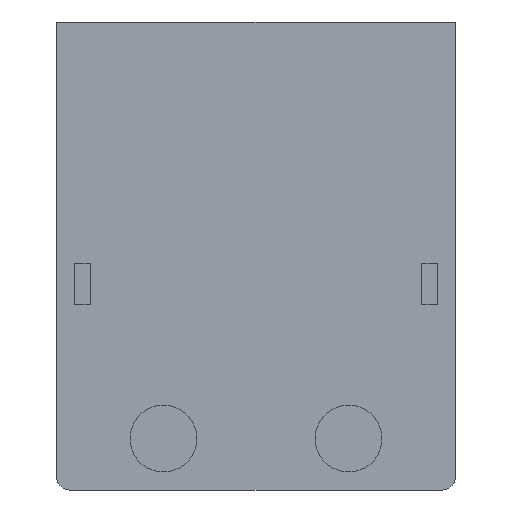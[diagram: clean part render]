
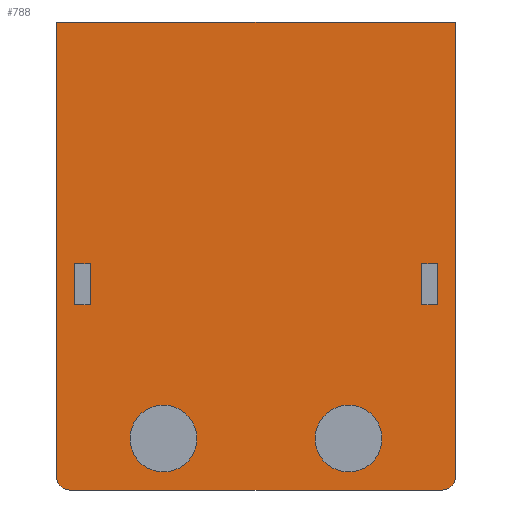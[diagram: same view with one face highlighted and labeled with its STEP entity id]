
A CAD part, front view. The second image highlights one B-rep face of the part: STEP entity #788.
In plain terms, the highlighted planar face has unit normal (0, -1, 0).
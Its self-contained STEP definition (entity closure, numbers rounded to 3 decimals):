
#35=FACE_BOUND('',#167,.T.);
#36=FACE_BOUND('',#168,.T.);
#37=FACE_BOUND('',#169,.T.);
#38=FACE_BOUND('',#170,.T.);
#54=CIRCLE('',#833,0.5);
#60=CIRCLE('',#846,0.5);
#62=CIRCLE('',#860,1.3);
#64=CIRCLE('',#864,1.3);
#113=FACE_OUTER_BOUND('',#166,.T.);
#166=EDGE_LOOP('',(#688,#689,#690,#691,#692,#693));
#167=EDGE_LOOP('',(#694,#695,#696,#697));
#168=EDGE_LOOP('',(#698,#699,#700,#701));
#169=EDGE_LOOP('',(#702));
#170=EDGE_LOOP('',(#703));
#199=LINE('',#1203,#276);
#204=LINE('',#1216,#281);
#214=LINE('',#1244,#291);
#215=LINE('',#1248,#292);
#219=LINE('',#1256,#296);
#222=LINE('',#1262,#299);
#225=LINE('',#1267,#302);
#227=LINE('',#1273,#304);
#231=LINE('',#1281,#308);
#234=LINE('',#1287,#311);
#237=LINE('',#1292,#314);
#248=LINE('',#1331,#325);
#276=VECTOR('',#971,10.);
#281=VECTOR('',#984,10.);
#291=VECTOR('',#1012,10.);
#292=VECTOR('',#1015,10.);
#296=VECTOR('',#1021,10.);
#299=VECTOR('',#1026,10.);
#302=VECTOR('',#1031,10.);
#304=VECTOR('',#1037,10.);
#308=VECTOR('',#1043,10.);
#311=VECTOR('',#1048,10.);
#314=VECTOR('',#1053,10.);
#325=VECTOR('',#1108,10.);
#355=VERTEX_POINT('',#1193);
#356=VERTEX_POINT('',#1194);
#358=VERTEX_POINT('',#1201);
#361=VERTEX_POINT('',#1213);
#362=VERTEX_POINT('',#1215);
#371=VERTEX_POINT('',#1240);
#372=VERTEX_POINT('',#1246);
#373=VERTEX_POINT('',#1247);
#376=VERTEX_POINT('',#1255);
#378=VERTEX_POINT('',#1261);
#380=VERTEX_POINT('',#1271);
#381=VERTEX_POINT('',#1272);
#384=VERTEX_POINT('',#1280);
#386=VERTEX_POINT('',#1286);
#389=VERTEX_POINT('',#1298);
#391=VERTEX_POINT('',#1305);
#432=EDGE_CURVE('',#355,#356,#54,.T.);
#437=EDGE_CURVE('',#358,#355,#199,.T.);
#443=EDGE_CURVE('',#361,#362,#204,.T.);
#456=EDGE_CURVE('',#371,#358,#60,.T.);
#458=EDGE_CURVE('',#362,#371,#214,.T.);
#459=EDGE_CURVE('',#372,#373,#215,.T.);
#463=EDGE_CURVE('',#373,#376,#219,.T.);
#466=EDGE_CURVE('',#376,#378,#222,.T.);
#469=EDGE_CURVE('',#378,#372,#225,.T.);
#471=EDGE_CURVE('',#380,#381,#227,.T.);
#475=EDGE_CURVE('',#381,#384,#231,.T.);
#478=EDGE_CURVE('',#384,#386,#234,.T.);
#481=EDGE_CURVE('',#386,#380,#237,.T.);
#485=EDGE_CURVE('',#389,#389,#62,.T.);
#488=EDGE_CURVE('',#391,#391,#64,.T.);
#498=EDGE_CURVE('',#361,#356,#248,.T.);
#688=ORIENTED_EDGE('',*,*,#432,.F.);
#689=ORIENTED_EDGE('',*,*,#437,.F.);
#690=ORIENTED_EDGE('',*,*,#456,.F.);
#691=ORIENTED_EDGE('',*,*,#458,.F.);
#692=ORIENTED_EDGE('',*,*,#443,.F.);
#693=ORIENTED_EDGE('',*,*,#498,.T.);
#694=ORIENTED_EDGE('',*,*,#459,.T.);
#695=ORIENTED_EDGE('',*,*,#463,.T.);
#696=ORIENTED_EDGE('',*,*,#466,.T.);
#697=ORIENTED_EDGE('',*,*,#469,.T.);
#698=ORIENTED_EDGE('',*,*,#471,.T.);
#699=ORIENTED_EDGE('',*,*,#475,.T.);
#700=ORIENTED_EDGE('',*,*,#478,.T.);
#701=ORIENTED_EDGE('',*,*,#481,.T.);
#702=ORIENTED_EDGE('',*,*,#485,.T.);
#703=ORIENTED_EDGE('',*,*,#488,.T.);
#740=PLANE('',#878);
#788=ADVANCED_FACE('',(#113,#35,#36,#37,#38),#740,.T.);
#833=AXIS2_PLACEMENT_3D('',#1195,#963,#964);
#846=AXIS2_PLACEMENT_3D('',#1241,#1007,#1008);
#860=AXIS2_PLACEMENT_3D('',#1300,#1062,#1063);
#864=AXIS2_PLACEMENT_3D('',#1307,#1071,#1072);
#878=AXIS2_PLACEMENT_3D('',#1330,#1106,#1107);
#963=DIRECTION('center_axis',(0.,1.,0.));
#964=DIRECTION('ref_axis',(-0.707,0.,-0.707));
#971=DIRECTION('',(-1.,0.,0.));
#984=DIRECTION('',(1.,0.,0.));
#1007=DIRECTION('center_axis',(0.,1.,0.));
#1008=DIRECTION('ref_axis',(0.707,0.,-0.707));
#1012=DIRECTION('',(0.,0.,-1.));
#1015=DIRECTION('',(0.,0.,1.));
#1021=DIRECTION('',(1.,0.,0.));
#1026=DIRECTION('',(0.,0.,-1.));
#1031=DIRECTION('',(-1.,0.,0.));
#1037=DIRECTION('',(1.,0.,0.));
#1043=DIRECTION('',(0.,0.,-1.));
#1048=DIRECTION('',(-1.,0.,0.));
#1053=DIRECTION('',(0.,0.,1.));
#1062=DIRECTION('center_axis',(0.,1.,0.));
#1063=DIRECTION('ref_axis',(1.,0.,0.));
#1071=DIRECTION('center_axis',(0.,1.,0.));
#1072=DIRECTION('ref_axis',(1.,0.,0.));
#1106=DIRECTION('center_axis',(0.,-1.,0.));
#1107=DIRECTION('ref_axis',(-1.,0.,0.));
#1108=DIRECTION('',(0.,0.,-1.));
#1193=CARTESIAN_POINT('',(-7.25,0.,-18.2));
#1194=CARTESIAN_POINT('',(-7.75,0.,-17.7));
#1195=CARTESIAN_POINT('Origin',(-7.25,0.,-17.7));
#1201=CARTESIAN_POINT('',(7.25,0.,-18.2));
#1203=CARTESIAN_POINT('',(-7.75,0.,-18.2));
#1213=CARTESIAN_POINT('',(-7.75,0.,0.));
#1215=CARTESIAN_POINT('',(7.75,0.,0.));
#1216=CARTESIAN_POINT('',(-7.75,0.,0.));
#1240=CARTESIAN_POINT('',(7.75,0.,-17.7));
#1241=CARTESIAN_POINT('Origin',(7.25,0.,-17.7));
#1244=CARTESIAN_POINT('',(7.75,0.,0.));
#1246=CARTESIAN_POINT('',(6.45,0.,-11.));
#1247=CARTESIAN_POINT('',(6.45,0.,-9.4));
#1248=CARTESIAN_POINT('',(6.45,0.,-4.7));
#1255=CARTESIAN_POINT('',(7.05,0.,-9.4));
#1256=CARTESIAN_POINT('',(7.4,0.,-9.4));
#1261=CARTESIAN_POINT('',(7.05,0.,-11.));
#1262=CARTESIAN_POINT('',(7.05,0.,-5.5));
#1267=CARTESIAN_POINT('',(7.1,0.,-11.));
#1271=CARTESIAN_POINT('',(-7.05,0.,-9.4));
#1272=CARTESIAN_POINT('',(-6.45,0.,-9.4));
#1273=CARTESIAN_POINT('',(0.65,0.,-9.4));
#1280=CARTESIAN_POINT('',(-6.45,0.,-11.));
#1281=CARTESIAN_POINT('',(-6.45,0.,-5.5));
#1286=CARTESIAN_POINT('',(-7.05,0.,-11.));
#1287=CARTESIAN_POINT('',(0.35,0.,-11.));
#1292=CARTESIAN_POINT('',(-7.05,0.,-4.7));
#1298=CARTESIAN_POINT('',(2.3,0.,-16.2));
#1300=CARTESIAN_POINT('Origin',(3.6,0.,-16.2));
#1305=CARTESIAN_POINT('',(-4.9,0.,-16.2));
#1307=CARTESIAN_POINT('Origin',(-3.6,0.,-16.2));
#1330=CARTESIAN_POINT('Origin',(7.75,0.,0.));
#1331=CARTESIAN_POINT('',(-7.75,0.,0.));
